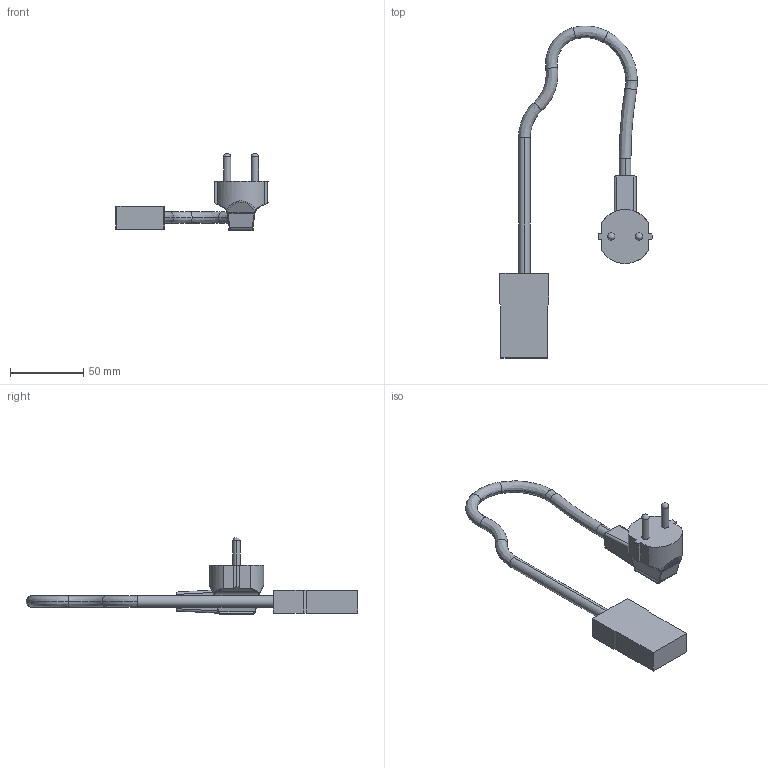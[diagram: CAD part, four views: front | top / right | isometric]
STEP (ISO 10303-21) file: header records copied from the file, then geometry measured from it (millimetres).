
FILE_DESCRIPTION (( 'STEP AP214' ), '1' );
FILE_NAME ('6530099', '2019-01-31T12:11:19', ( '' ), ('JUGARD+KÜNSTNER GmbH'), 'SwSTEP 2.0', 'SolidWorks 2017', '' );
FILE_SCHEMA (( 'AUTOMOTIVE_DESIGN' ));
Length unit declared in the file: millimetre
Products named in the file (1): 6530099_CNAJF00
Bounding box: 104.22 x 227.33 x 53 mm (x, y, z)
Volume: 77567.6 mm3; surface area: 21404.5 mm2
Topology: 1 solids, 1 shells, 122 faces, 318 edges, 198 vertices
Faces by surface type: bspline 50, plane 38, cylinder 34
Entity records: 5384 total; most frequent: CARTESIAN_POINT 2741, ORIENTED_EDGE 628, DIRECTION 374, EDGE_CURVE 314, VERTEX_POINT 198, B_SPLINE_CURVE_WITH_KNOTS 130, AXIS2_PLACEMENT_3D 130, EDGE_LOOP 126
